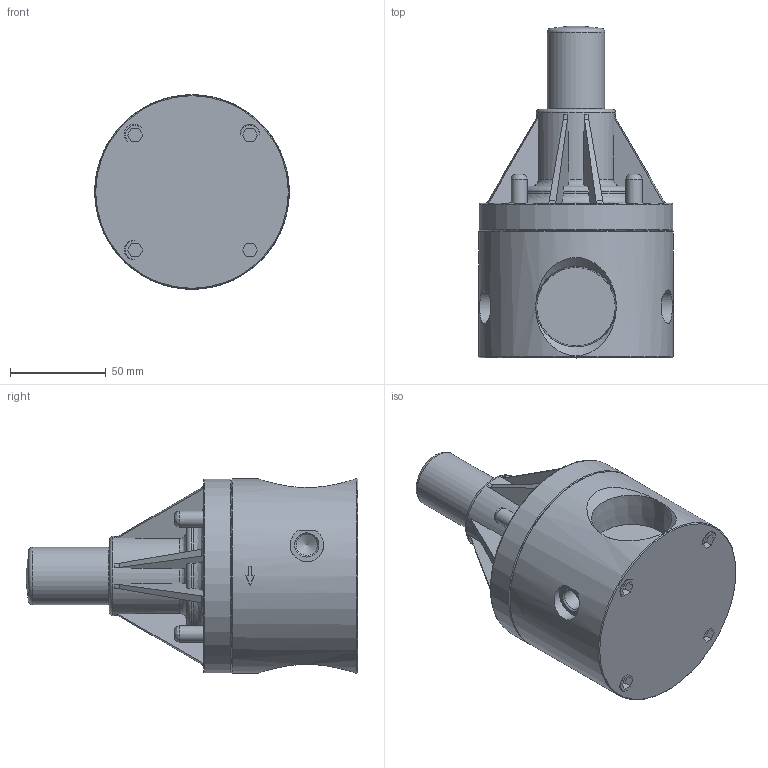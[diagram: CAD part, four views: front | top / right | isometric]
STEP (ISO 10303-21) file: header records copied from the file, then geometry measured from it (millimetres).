
FILE_DESCRIPTION((''),'2;1');
FILE_NAME('ECO-125A-SS_R0.ipt.stp','2017-02-28T11:24:08',(''),(''),'Autodesk Inventor 2009','Autodesk Inventor 2009','');
FILE_SCHEMA(('AUTOMOTIVE_DESIGN { 1 0 10303 214 1 1 1 1 }'));
Length unit declared in the file: inch
Products named in the file (1): ECO-125A-SS_R0
Bounding box: 101.6 x 173.33 x 101.6 mm (x, y, z)
Volume: 719502.9 mm3; surface area: 75952 mm2
Topology: 1 solids, 6 shells, 221 faces, 562 edges, 371 vertices
Faces by surface type: plane 103, cylinder 52, bspline 36, torus 17, cone 13
Full cylindrical faces by diameter (mm): 5.842 x4, 6.502 x4, 6.528 x1, 8.382 x4, 10.16 x4, 11.125 x2, 29.972 x1, 41.656 x1, 101.6 x2
Entity records: 7811 total; most frequent: CARTESIAN_POINT 2648, DIRECTION 1020, ORIENTED_EDGE 990, EDGE_CURVE 495, AXIS2_PLACEMENT_3D 418, VERTEX_POINT 350, EDGE_LOOP 293, FACE_OUTER_BOUND 221
